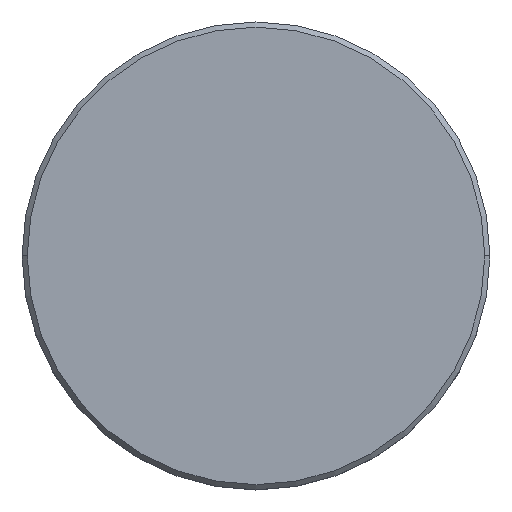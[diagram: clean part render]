
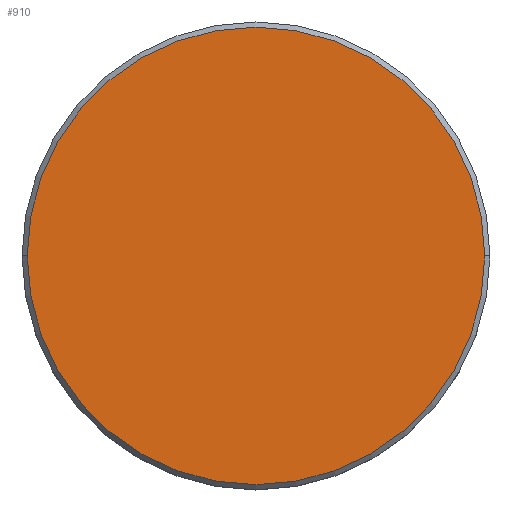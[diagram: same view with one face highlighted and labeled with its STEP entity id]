
A CAD part, top view. The second image highlights one B-rep face of the part: STEP entity #910.
In plain terms, the highlighted planar face has unit normal (0, 0, 1).
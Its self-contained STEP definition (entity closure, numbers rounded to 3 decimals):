
#6 = FACE_OUTER_BOUND ( 'NONE', #335, .T. ) ;
#36 = CARTESIAN_POINT ( 'NONE',  ( -22., 0., 0. ) ) ;
#61 = EDGE_CURVE ( 'NONE', #601, #1071, #925, .T. ) ;
#144 = ORIENTED_EDGE ( 'NONE', *, *, #61, .T. ) ;
#186 = PLANE ( 'NONE',  #425 ) ;
#209 = DIRECTION ( 'NONE',  ( 0., 0., 1. ) ) ;
#335 = EDGE_LOOP ( 'NONE', ( #144, #907 ) ) ;
#336 = CARTESIAN_POINT ( 'NONE',  ( 22., 0., 0. ) ) ;
#418 = DIRECTION ( 'NONE',  ( 1., 0., 0. ) ) ;
#425 = AXIS2_PLACEMENT_3D ( 'NONE', #562, #919, #475 ) ;
#451 = CIRCLE ( 'NONE', #640, 22. ) ;
#475 = DIRECTION ( 'NONE',  ( 1., 0., 0. ) ) ;
#562 = CARTESIAN_POINT ( 'NONE',  ( 0., 0., 0. ) ) ;
#601 = VERTEX_POINT ( 'NONE', #36 ) ;
#640 = AXIS2_PLACEMENT_3D ( 'NONE', #938, #209, #418 ) ;
#709 = DIRECTION ( 'NONE',  ( 1., 0., 0. ) ) ;
#723 = DIRECTION ( 'NONE',  ( 0., 0., 1. ) ) ;
#838 = AXIS2_PLACEMENT_3D ( 'NONE', #1166, #723, #709 ) ;
#907 = ORIENTED_EDGE ( 'NONE', *, *, #954, .T. ) ;
#910 = ADVANCED_FACE ( 'NONE', ( #6 ), #186, .T. ) ;
#919 = DIRECTION ( 'NONE',  ( 0., 0., 1. ) ) ;
#925 = CIRCLE ( 'NONE', #838, 22. ) ;
#938 = CARTESIAN_POINT ( 'NONE',  ( 0., 0., 0. ) ) ;
#954 = EDGE_CURVE ( 'NONE', #1071, #601, #451, .T. ) ;
#1071 = VERTEX_POINT ( 'NONE', #336 ) ;
#1166 = CARTESIAN_POINT ( 'NONE',  ( 0., 0., 0. ) ) ;
